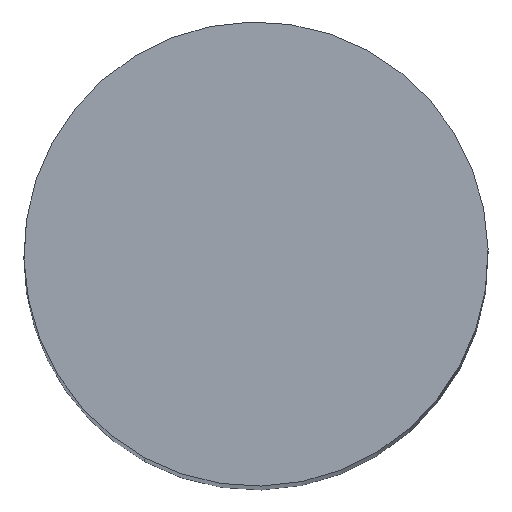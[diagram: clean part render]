
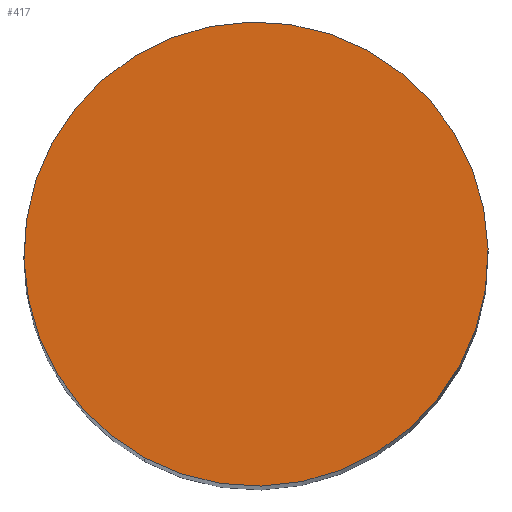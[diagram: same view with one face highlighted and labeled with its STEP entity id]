
A CAD part, top view. The second image highlights one B-rep face of the part: STEP entity #417.
In plain terms, the highlighted planar face has unit normal (0, 0, 1).
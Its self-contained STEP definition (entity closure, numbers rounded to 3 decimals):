
#112=CARTESIAN_POINT('',(0.,0.,220.));
#113=DIRECTION('',(0.,0.,1.));
#114=DIRECTION('',(-0.479,-0.878,0.));
#115=AXIS2_PLACEMENT_3D('',#112,#113,#114);
#120=CARTESIAN_POINT('',(0.,0.,220.));
#121=DIRECTION('',(0.,0.,1.));
#122=DIRECTION('',(0.479,0.878,0.));
#123=AXIS2_PLACEMENT_3D('',#120,#121,#122);
#323=CARTESIAN_POINT('',(5.993,10.97,220.));
#325=VERTEX_POINT('',#323);
#330=CARTESIAN_POINT('',(-5.993,-10.97,220.));
#331=VERTEX_POINT('',#330);
#408=CARTESIAN_POINT('',(0.,0.,220.));
#409=DIRECTION('',(0.,0.,-1.));
#410=DIRECTION('',(1.,0.,0.));
#411=AXIS2_PLACEMENT_3D('',#408,#409,#410);
#412=PLANE('',#411);
#413=ORIENTED_EDGE('',*,*,#393,.F.);
#414=ORIENTED_EDGE('',*,*,#369,.F.);
#415=EDGE_LOOP('',(#413,#414));
#416=FACE_OUTER_BOUND('',#415,.F.);
#417=ADVANCED_FACE('',(#416),#412,.F.);
#116=CIRCLE('',#115,12.5);
#124=CIRCLE('',#123,12.5);
#369=EDGE_CURVE('',#325,#331,#124,.T.);
#393=EDGE_CURVE('',#331,#325,#116,.T.);
